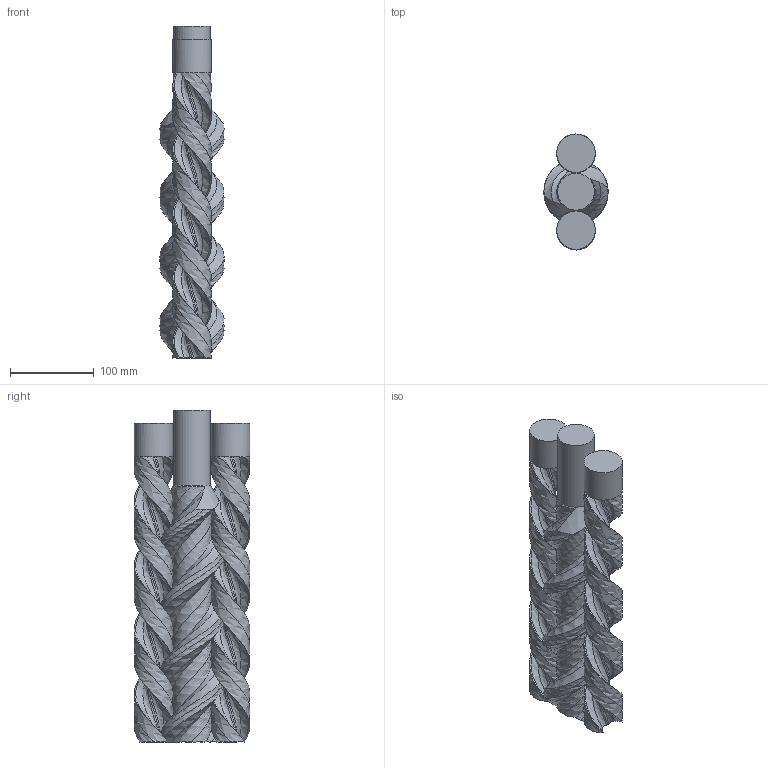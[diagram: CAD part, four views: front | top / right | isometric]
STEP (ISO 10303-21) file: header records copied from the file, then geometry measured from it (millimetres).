
FILE_DESCRIPTION(('Open CASCADE Model'),'2;1');
FILE_NAME('Open CASCADE Shape Model','2025-03-24T18:05:02',('Author'),( 'Open CASCADE'),'Open CASCADE STEP processor 7.7','Open CASCADE 7.7' ,'Unknown');
FILE_SCHEMA(('AUTOMOTIVE_DESIGN { 1 0 10303 214 1 1 1 1 }'));
Length unit declared in the file: millimetre
Products named in the file (4): Open CASCADE STEP translator 7.7 6; Open CASCADE STEP translator 7.7 6.1; Open CASCADE STEP translator 7.7 6.2; Open CASCADE STEP translator 7.7 6.3
Assembly tree (3 placements, depth 2):
  Open CASCADE STEP translator 7.7 6
    Open CASCADE STEP translator 7.7 6.1
    Open CASCADE STEP translator 7.7 6.2
    Open CASCADE STEP translator 7.7 6.3
Bounding box: 76.67 x 138 x 396.67 mm (x, y, z)
Volume: 1697635 mm3; surface area: 219932.1 mm2
Topology: 3 solids, 3 shells, 70 faces, 184 edges, 120 vertices
Faces by surface type: bspline 56, plane 10, cylinder 3, cone 1
Full cylindrical faces by diameter (mm): 44 x1, 46 x2
Entity records: 19898 total; most frequent: CARTESIAN_POINT 17215, ORIENTED_EDGE 368, PCURVE 368, DEFINITIONAL_REPRESENTATION 368, DIRECTION 242, EDGE_CURVE 184, SURFACE_CURVE 180, LINE 175
